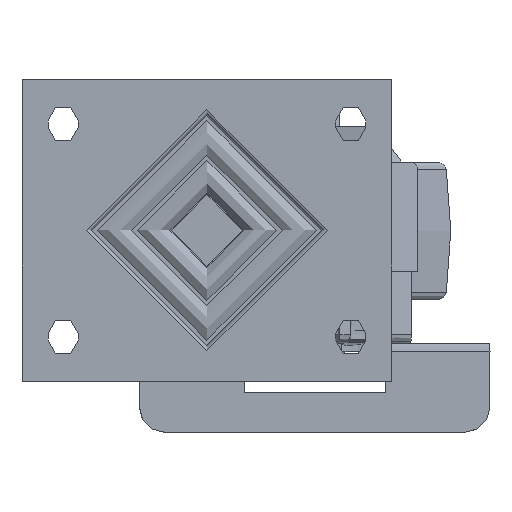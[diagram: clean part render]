
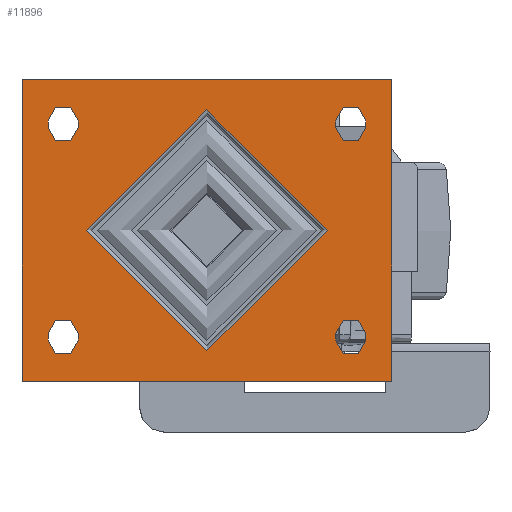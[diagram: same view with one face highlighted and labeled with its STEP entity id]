
A CAD part, top view. The second image highlights one B-rep face of the part: STEP entity #11896.
In plain terms, the highlighted planar face has unit normal (0, 0, 1).
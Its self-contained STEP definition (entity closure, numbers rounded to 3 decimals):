
#1093=FACE_BOUND('',#4239,.T.);
#1094=FACE_BOUND('',#4240,.T.);
#1095=FACE_BOUND('',#4241,.T.);
#1096=FACE_BOUND('',#4242,.T.);
#1097=FACE_BOUND('',#4243,.T.);
#1274=PLANE('',#12876);
#1665=LINE('',#17146,#2548);
#1666=LINE('',#17148,#2549);
#1667=LINE('',#17150,#2550);
#1668=LINE('',#17151,#2551);
#1669=LINE('',#17154,#2552);
#1670=LINE('',#17158,#2553);
#1671=LINE('',#17162,#2554);
#1672=LINE('',#17166,#2555);
#1673=LINE('',#17170,#2556);
#1674=LINE('',#17174,#2557);
#1675=LINE('',#17178,#2558);
#1676=LINE('',#17182,#2559);
#2548=VECTOR('',#14124,1000.);
#2549=VECTOR('',#14125,1000.);
#2550=VECTOR('',#14126,1000.);
#2551=VECTOR('',#14127,1000.);
#2552=VECTOR('',#14128,1000.);
#2553=VECTOR('',#14131,1000.);
#2554=VECTOR('',#14134,1000.);
#2555=VECTOR('',#14137,1000.);
#2556=VECTOR('',#14140,1000.);
#2557=VECTOR('',#14143,1000.);
#2558=VECTOR('',#14146,1000.);
#2559=VECTOR('',#14149,1000.);
#3538=FACE_OUTER_BOUND('',#4238,.T.);
#4238=EDGE_LOOP('',(#8574,#8575,#8576,#8577));
#4239=EDGE_LOOP('',(#8578,#8579,#8580,#8581));
#4240=EDGE_LOOP('',(#8582,#8583,#8584,#8585));
#4241=EDGE_LOOP('',(#8586,#8587,#8588,#8589));
#4242=EDGE_LOOP('',(#8590));
#4243=EDGE_LOOP('',(#8591,#8592,#8593,#8594));
#5038=CIRCLE('',#12785,43.984);
#5073=CIRCLE('',#12877,5.5);
#5074=CIRCLE('',#12878,5.5);
#5075=CIRCLE('',#12879,5.5);
#5076=CIRCLE('',#12880,5.5);
#5077=CIRCLE('',#12881,5.5);
#5078=CIRCLE('',#12882,5.5);
#5079=CIRCLE('',#12883,5.5);
#5080=CIRCLE('',#12884,5.5);
#5457=VERTEX_POINT('',#16914);
#5529=VERTEX_POINT('',#17144);
#5530=VERTEX_POINT('',#17145);
#5531=VERTEX_POINT('',#17147);
#5532=VERTEX_POINT('',#17149);
#5533=VERTEX_POINT('',#17152);
#5534=VERTEX_POINT('',#17153);
#5535=VERTEX_POINT('',#17155);
#5536=VERTEX_POINT('',#17157);
#5537=VERTEX_POINT('',#17160);
#5538=VERTEX_POINT('',#17161);
#5539=VERTEX_POINT('',#17163);
#5540=VERTEX_POINT('',#17165);
#5541=VERTEX_POINT('',#17168);
#5542=VERTEX_POINT('',#17169);
#5543=VERTEX_POINT('',#17171);
#5544=VERTEX_POINT('',#17173);
#5545=VERTEX_POINT('',#17176);
#5546=VERTEX_POINT('',#17177);
#5547=VERTEX_POINT('',#17179);
#5548=VERTEX_POINT('',#17181);
#6626=EDGE_CURVE('',#5457,#5457,#5038,.T.);
#6738=EDGE_CURVE('',#5529,#5530,#1665,.T.);
#6739=EDGE_CURVE('',#5531,#5529,#1666,.T.);
#6740=EDGE_CURVE('',#5532,#5531,#1667,.T.);
#6741=EDGE_CURVE('',#5530,#5532,#1668,.T.);
#6742=EDGE_CURVE('',#5533,#5534,#1669,.T.);
#6743=EDGE_CURVE('',#5535,#5534,#5073,.T.);
#6744=EDGE_CURVE('',#5536,#5535,#1670,.T.);
#6745=EDGE_CURVE('',#5533,#5536,#5074,.T.);
#6746=EDGE_CURVE('',#5537,#5538,#1671,.T.);
#6747=EDGE_CURVE('',#5537,#5539,#5075,.T.);
#6748=EDGE_CURVE('',#5539,#5540,#1672,.T.);
#6749=EDGE_CURVE('',#5540,#5538,#5076,.T.);
#6750=EDGE_CURVE('',#5541,#5542,#1673,.T.);
#6751=EDGE_CURVE('',#5543,#5542,#5077,.T.);
#6752=EDGE_CURVE('',#5544,#5543,#1674,.T.);
#6753=EDGE_CURVE('',#5541,#5544,#5078,.T.);
#6754=EDGE_CURVE('',#5545,#5546,#1675,.T.);
#6755=EDGE_CURVE('',#5545,#5547,#5079,.T.);
#6756=EDGE_CURVE('',#5547,#5548,#1676,.T.);
#6757=EDGE_CURVE('',#5548,#5546,#5080,.T.);
#8574=ORIENTED_EDGE('',*,*,#6738,.F.);
#8575=ORIENTED_EDGE('',*,*,#6739,.F.);
#8576=ORIENTED_EDGE('',*,*,#6740,.F.);
#8577=ORIENTED_EDGE('',*,*,#6741,.F.);
#8578=ORIENTED_EDGE('',*,*,#6742,.T.);
#8579=ORIENTED_EDGE('',*,*,#6743,.F.);
#8580=ORIENTED_EDGE('',*,*,#6744,.F.);
#8581=ORIENTED_EDGE('',*,*,#6745,.F.);
#8582=ORIENTED_EDGE('',*,*,#6746,.F.);
#8583=ORIENTED_EDGE('',*,*,#6747,.T.);
#8584=ORIENTED_EDGE('',*,*,#6748,.T.);
#8585=ORIENTED_EDGE('',*,*,#6749,.T.);
#8586=ORIENTED_EDGE('',*,*,#6750,.T.);
#8587=ORIENTED_EDGE('',*,*,#6751,.F.);
#8588=ORIENTED_EDGE('',*,*,#6752,.F.);
#8589=ORIENTED_EDGE('',*,*,#6753,.F.);
#8590=ORIENTED_EDGE('',*,*,#6626,.F.);
#8591=ORIENTED_EDGE('',*,*,#6754,.F.);
#8592=ORIENTED_EDGE('',*,*,#6755,.T.);
#8593=ORIENTED_EDGE('',*,*,#6756,.T.);
#8594=ORIENTED_EDGE('',*,*,#6757,.T.);
#11896=ADVANCED_FACE('',(#3538,#1093,#1094,#1095,#1096,#1097),#1274,.T.);
#12785=AXIS2_PLACEMENT_3D('',#16916,#13875,#13876);
#12876=AXIS2_PLACEMENT_3D('',#17143,#14122,#14123);
#12877=AXIS2_PLACEMENT_3D('',#17156,#14129,#14130);
#12878=AXIS2_PLACEMENT_3D('',#17159,#14132,#14133);
#12879=AXIS2_PLACEMENT_3D('',#17164,#14135,#14136);
#12880=AXIS2_PLACEMENT_3D('',#17167,#14138,#14139);
#12881=AXIS2_PLACEMENT_3D('',#17172,#14141,#14142);
#12882=AXIS2_PLACEMENT_3D('',#17175,#14144,#14145);
#12883=AXIS2_PLACEMENT_3D('',#17180,#14147,#14148);
#12884=AXIS2_PLACEMENT_3D('',#17183,#14150,#14151);
#13875=DIRECTION('center_axis',(0.,0.,1.));
#13876=DIRECTION('ref_axis',(-1.,0.,0.));
#14122=DIRECTION('center_axis',(0.,0.,1.));
#14123=DIRECTION('ref_axis',(1.,0.,0.));
#14124=DIRECTION('',(0.,1.,0.));
#14125=DIRECTION('',(-1.,0.,0.));
#14126=DIRECTION('',(0.,-1.,0.));
#14127=DIRECTION('',(1.,0.,0.));
#14128=DIRECTION('',(0.,-1.,0.));
#14129=DIRECTION('center_axis',(0.,0.,1.));
#14130=DIRECTION('ref_axis',(1.,0.,0.));
#14131=DIRECTION('',(0.,-1.,0.));
#14132=DIRECTION('center_axis',(0.,0.,1.));
#14133=DIRECTION('ref_axis',(1.,0.,0.));
#14134=DIRECTION('',(0.,-1.,0.));
#14135=DIRECTION('center_axis',(0.,0.,-1.));
#14136=DIRECTION('ref_axis',(-1.,0.,0.));
#14137=DIRECTION('',(0.,-1.,0.));
#14138=DIRECTION('center_axis',(0.,0.,-1.));
#14139=DIRECTION('ref_axis',(-1.,0.,0.));
#14140=DIRECTION('',(0.,1.,0.));
#14141=DIRECTION('center_axis',(0.,0.,1.));
#14142=DIRECTION('ref_axis',(-1.,0.,0.));
#14143=DIRECTION('',(0.,1.,0.));
#14144=DIRECTION('center_axis',(0.,0.,1.));
#14145=DIRECTION('ref_axis',(-1.,0.,0.));
#14146=DIRECTION('',(0.,1.,0.));
#14147=DIRECTION('center_axis',(0.,0.,-1.));
#14148=DIRECTION('ref_axis',(1.,0.,0.));
#14149=DIRECTION('',(0.,1.,0.));
#14150=DIRECTION('center_axis',(0.,0.,-1.));
#14151=DIRECTION('ref_axis',(1.,0.,0.));
#16914=CARTESIAN_POINT('',(43.984,0.,0.));
#16916=CARTESIAN_POINT('Origin',(0.,0.,0.));
#17143=CARTESIAN_POINT('Origin',(0.,0.,0.));
#17144=CARTESIAN_POINT('',(-67.5,-55.,0.));
#17145=CARTESIAN_POINT('',(-67.5,55.,0.));
#17146=CARTESIAN_POINT('',(-67.5,-55.,0.));
#17147=CARTESIAN_POINT('',(67.5,-55.,0.));
#17148=CARTESIAN_POINT('',(67.5,-55.,0.));
#17149=CARTESIAN_POINT('',(67.5,55.,0.));
#17150=CARTESIAN_POINT('',(67.5,55.,0.));
#17151=CARTESIAN_POINT('',(-67.5,55.,0.));
#17152=CARTESIAN_POINT('',(58.,40.,0.));
#17153=CARTESIAN_POINT('',(58.,37.5,0.));
#17154=CARTESIAN_POINT('',(58.,40.,0.));
#17155=CARTESIAN_POINT('',(47.,37.5,0.));
#17156=CARTESIAN_POINT('Origin',(52.5,37.5,0.));
#17157=CARTESIAN_POINT('',(47.,40.,0.));
#17158=CARTESIAN_POINT('',(47.,40.,0.));
#17159=CARTESIAN_POINT('Origin',(52.5,40.,0.));
#17160=CARTESIAN_POINT('',(-58.,40.,0.));
#17161=CARTESIAN_POINT('',(-58.,37.5,0.));
#17162=CARTESIAN_POINT('',(-58.,40.,0.));
#17163=CARTESIAN_POINT('',(-47.,40.,0.));
#17164=CARTESIAN_POINT('Origin',(-52.5,40.,0.));
#17165=CARTESIAN_POINT('',(-47.,37.5,0.));
#17166=CARTESIAN_POINT('',(-47.,40.,0.));
#17167=CARTESIAN_POINT('Origin',(-52.5,37.5,0.));
#17168=CARTESIAN_POINT('',(-58.,-40.,0.));
#17169=CARTESIAN_POINT('',(-58.,-37.5,0.));
#17170=CARTESIAN_POINT('',(-58.,-40.,0.));
#17171=CARTESIAN_POINT('',(-47.,-37.5,0.));
#17172=CARTESIAN_POINT('Origin',(-52.5,-37.5,0.));
#17173=CARTESIAN_POINT('',(-47.,-40.,0.));
#17174=CARTESIAN_POINT('',(-47.,-40.,0.));
#17175=CARTESIAN_POINT('Origin',(-52.5,-40.,0.));
#17176=CARTESIAN_POINT('',(58.,-40.,0.));
#17177=CARTESIAN_POINT('',(58.,-37.5,0.));
#17178=CARTESIAN_POINT('',(58.,-40.,0.));
#17179=CARTESIAN_POINT('',(47.,-40.,0.));
#17180=CARTESIAN_POINT('Origin',(52.5,-40.,0.));
#17181=CARTESIAN_POINT('',(47.,-37.5,0.));
#17182=CARTESIAN_POINT('',(47.,-40.,0.));
#17183=CARTESIAN_POINT('Origin',(52.5,-37.5,0.));
